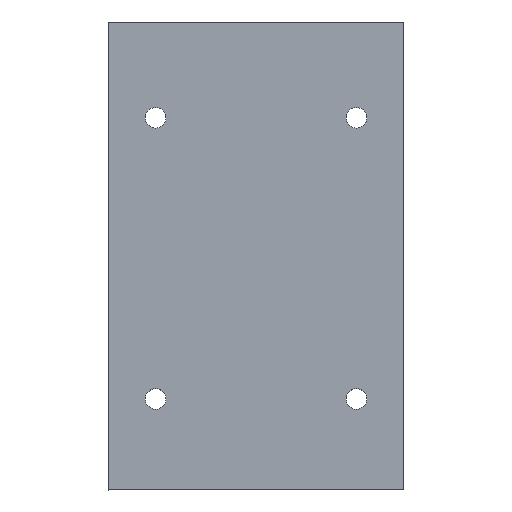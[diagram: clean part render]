
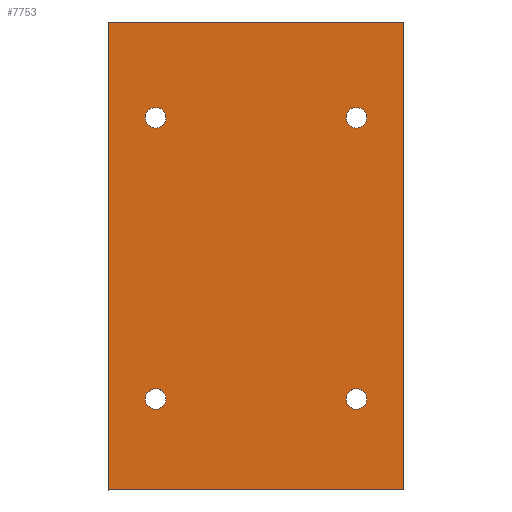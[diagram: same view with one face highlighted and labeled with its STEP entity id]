
A CAD part, top view. The second image highlights one B-rep face of the part: STEP entity #7753.
In plain terms, the highlighted planar face has unit normal (0, 0, 1).
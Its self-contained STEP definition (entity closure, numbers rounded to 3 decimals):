
#35=FACE_BOUND('',#906,.T.);
#36=FACE_BOUND('',#907,.T.);
#37=FACE_BOUND('',#908,.T.);
#38=FACE_BOUND('',#909,.T.);
#57=PLANE('',#8215);
#482=FACE_OUTER_BOUND('',#905,.T.);
#905=EDGE_LOOP('',(#6894,#6895,#6896,#6897));
#906=EDGE_LOOP('',(#6898));
#907=EDGE_LOOP('',(#6899));
#908=EDGE_LOOP('',(#6900));
#909=EDGE_LOOP('',(#6901));
#1742=CIRCLE('',#8212,2.05);
#1743=CIRCLE('',#8214,2.05);
#1744=CIRCLE('',#8216,2.05);
#1745=CIRCLE('',#8217,2.05);
#2107=LINE('',#34869,#2495);
#2125=LINE('',#34942,#2513);
#2126=LINE('',#34944,#2514);
#2127=LINE('',#34945,#2515);
#2495=VECTOR('',#9403,10.);
#2513=VECTOR('',#9487,10.);
#2514=VECTOR('',#9488,10.);
#2515=VECTOR('',#9489,10.);
#3303=VERTEX_POINT('',#34866);
#3304=VERTEX_POINT('',#34868);
#3324=VERTEX_POINT('',#34933);
#3325=VERTEX_POINT('',#34937);
#3326=VERTEX_POINT('',#34941);
#3327=VERTEX_POINT('',#34943);
#3328=VERTEX_POINT('',#34946);
#3329=VERTEX_POINT('',#34948);
#4499=EDGE_CURVE('',#3303,#3304,#2107,.T.);
#4523=EDGE_CURVE('',#3324,#3324,#1742,.F.);
#4525=EDGE_CURVE('',#3325,#3325,#1743,.F.);
#4527=EDGE_CURVE('',#3326,#3303,#2125,.T.);
#4528=EDGE_CURVE('',#3326,#3327,#2126,.T.);
#4529=EDGE_CURVE('',#3327,#3304,#2127,.T.);
#4530=EDGE_CURVE('',#3328,#3328,#1744,.F.);
#4531=EDGE_CURVE('',#3329,#3329,#1745,.F.);
#6894=ORIENTED_EDGE('',*,*,#4527,.F.);
#6895=ORIENTED_EDGE('',*,*,#4528,.T.);
#6896=ORIENTED_EDGE('',*,*,#4529,.T.);
#6897=ORIENTED_EDGE('',*,*,#4499,.F.);
#6898=ORIENTED_EDGE('',*,*,#4525,.T.);
#6899=ORIENTED_EDGE('',*,*,#4523,.T.);
#6900=ORIENTED_EDGE('',*,*,#4530,.T.);
#6901=ORIENTED_EDGE('',*,*,#4531,.T.);
#7753=ADVANCED_FACE('',(#482,#35,#36,#37,#38),#57,.T.);
#8212=AXIS2_PLACEMENT_3D('',#34934,#9477,#9478);
#8214=AXIS2_PLACEMENT_3D('',#34938,#9482,#9483);
#8215=AXIS2_PLACEMENT_3D('',#34940,#9485,#9486);
#8216=AXIS2_PLACEMENT_3D('',#34947,#9490,#9491);
#8217=AXIS2_PLACEMENT_3D('',#34949,#9492,#9493);
#9403=DIRECTION('',(1.,0.,0.));
#9477=DIRECTION('center_axis',(0.,0.,
1.));
#9478=DIRECTION('ref_axis',(-1.,0.,0.));
#9482=DIRECTION('center_axis',(0.,0.,
1.));
#9483=DIRECTION('ref_axis',(-1.,0.,0.));
#9485=DIRECTION('center_axis',(0.,0.,
1.));
#9486=DIRECTION('ref_axis',(-1.,0.,0.));
#9487=DIRECTION('',(0.,1.,0.));
#9488=DIRECTION('',(1.,0.,0.));
#9489=DIRECTION('',(0.,1.,0.));
#9490=DIRECTION('center_axis',(0.,0.,
1.));
#9491=DIRECTION('ref_axis',(-1.,0.,0.));
#9492=DIRECTION('center_axis',(0.,0.,
1.));
#9493=DIRECTION('ref_axis',(-1.,0.,0.));
#34866=CARTESIAN_POINT('',(116.931,510.52,208.888));
#34868=CARTESIAN_POINT('',(175.731,510.52,208.888));
#34869=CARTESIAN_POINT('',(116.931,510.52,208.888));
#34933=CARTESIAN_POINT('',(168.39,435.445,208.888));
#34934=CARTESIAN_POINT('Origin',(166.34,435.445,208.888));
#34937=CARTESIAN_POINT('',(128.39,435.445,208.888));
#34938=CARTESIAN_POINT('Origin',(126.34,435.445,208.888));
#34940=CARTESIAN_POINT('Origin',(146.331,463.42,208.888));
#34941=CARTESIAN_POINT('',(116.931,417.32,208.888));
#34942=CARTESIAN_POINT('',(116.931,509.52,208.888));
#34943=CARTESIAN_POINT('',(175.731,417.32,208.888));
#34944=CARTESIAN_POINT('',(175.731,417.32,208.888));
#34945=CARTESIAN_POINT('',(175.731,509.52,208.888));
#34946=CARTESIAN_POINT('',(128.39,491.445,208.888));
#34947=CARTESIAN_POINT('Origin',(126.34,491.445,208.888));
#34948=CARTESIAN_POINT('',(168.39,491.445,208.888));
#34949=CARTESIAN_POINT('Origin',(166.34,491.445,208.888));
